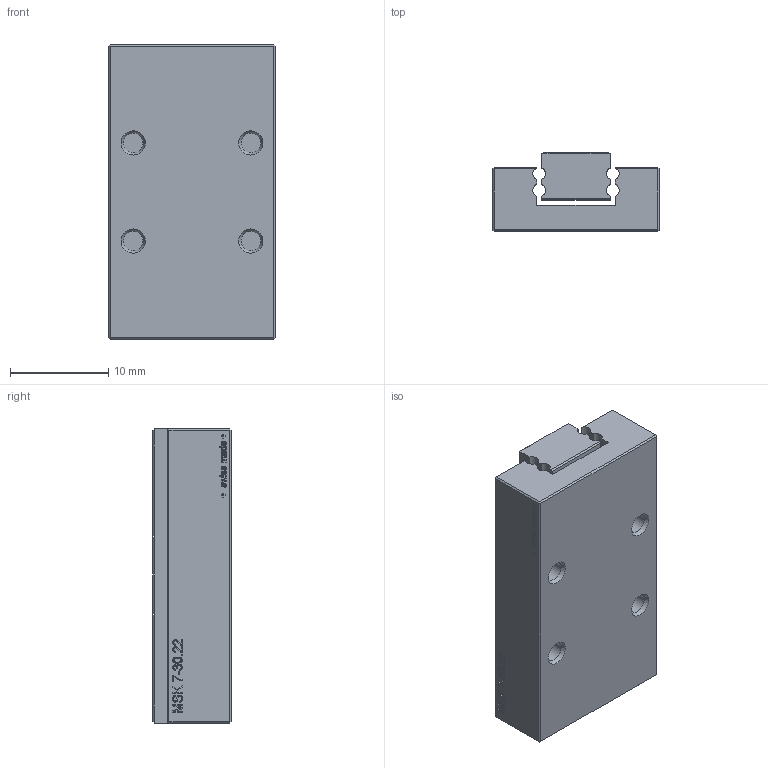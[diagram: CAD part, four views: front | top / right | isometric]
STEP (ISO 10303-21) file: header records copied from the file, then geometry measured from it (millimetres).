
FILE_DESCRIPTION(('FreeCAD Model'),'2;1');
FILE_NAME('MSK 7-30.22.step','2021-04-20T12:04:31',('Author'),(''), 'Open CASCADE STEP processor 6.8','FreeCAD','Unknown');
FILE_SCHEMA(('AUTOMOTIVE_DESIGN_CC2 { 1 2 10303 214 -1 1 5 4 }'));
Length unit declared in the file: millimetre
Products named in the file (3): ASSEMBLY; DP; TT
Assembly tree (2 placements, depth 2):
  ASSEMBLY
    DP
    TT
Bounding box: 17 x 8 x 30 mm (x, y, z)
Volume: 3122.1 mm3; surface area: 2893.4 mm2
Topology: 2 solids, 2 shells, 732 faces, 2000 edges, 1318 vertices
Faces by surface type: extrusion 455, plane 257, cylinder 16, cone 4
Full cylindrical faces by diameter (mm): 2 x4, 3 x2, 4.5 x2
Entity records: 49510 total; most frequent: CARTESIAN_POINT 12616, DIRECTION 5185, VECTOR 4531, LINE 4076, ORIENTED_EDGE 4000, PCURVE 4000, DEFINITIONAL_REPRESENTATION 4000, B_SPLINE_CURVE_WITH_KNOTS 2303
